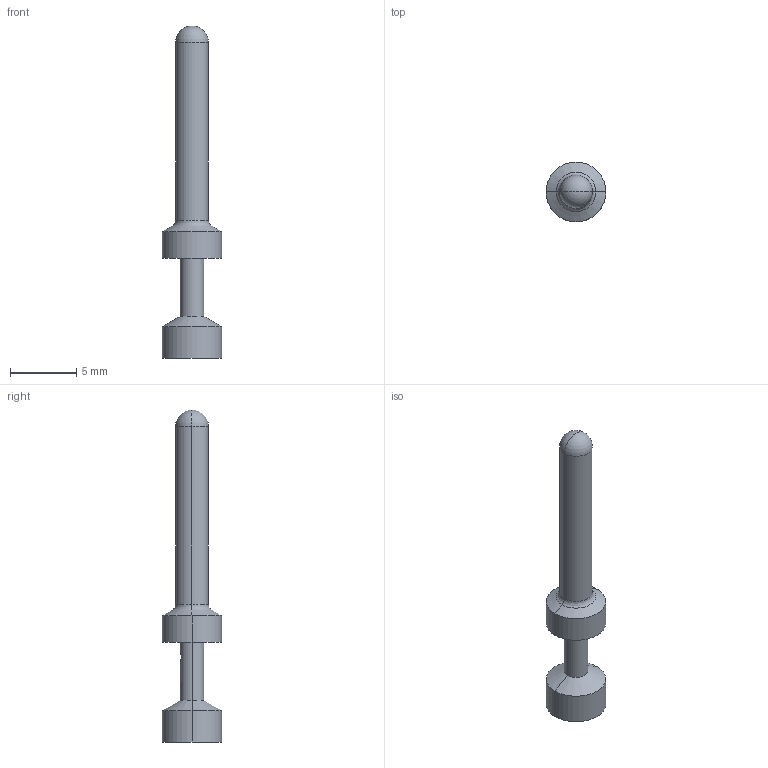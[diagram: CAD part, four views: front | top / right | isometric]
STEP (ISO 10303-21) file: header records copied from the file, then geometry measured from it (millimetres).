
FILE_DESCRIPTION(('Creo Elements/Direct Modeling STEP Export'),'2;1');
FILE_NAME('0lndrr03sr8c6ai1700','2015-09-22T16:48:50',(''),(''),'PTC Creo Elements/Direct Modeling STEP processor for AP214 (Solid Model)','PTC Creo Elements/Direct Modeling 19.0B 21-Mar-2015 (C) Parametric Technology GmbH','');
FILE_SCHEMA(('AUTOMOTIVE_DESIGN { 1 0 10303 214 1 1 1 1 }'));
Length unit declared in the file: millimetre
Products named in the file (3): CCMA; CCMC.stp
Assembly tree (2 placements, depth 3):
  CCMC.stp
    CCMA
      CCMA
Bounding box: 4.5 x 4.5 x 25 mm (x, y, z)
Volume: 148.6 mm3; surface area: 284.4 mm2
Topology: 1 solids, 1 shells, 26 faces, 58 edges, 32 vertices
Faces by surface type: cylinder 12, cone 8, torus 2, sphere 2, plane 2
Entity records: 1429 total; most frequent: CARTESIAN_POINT 640, DIRECTION 108, ORIENTED_EDGE 108, EDGE_CURVE 54, AXIS2_PLACEMENT_3D 44, VERTEX_POINT 32, EDGE_LOOP 30, COLOUR_RGB 27
